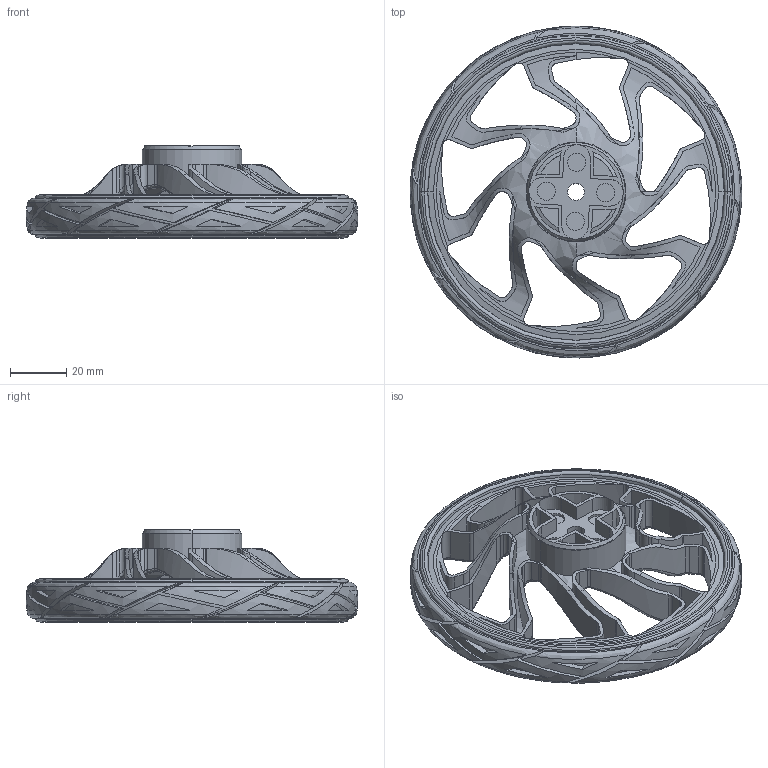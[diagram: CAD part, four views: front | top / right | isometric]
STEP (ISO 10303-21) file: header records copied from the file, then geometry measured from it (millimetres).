
FILE_DESCRIPTION (( 'STEP AP214' ), '1' );
FILE_NAME ('Wheel Version 3.STEP', '2016-10-26T18:38:29', ( '' ), ( '' ), 'SwSTEP 2.0', 'SolidWorks 2016', '' );
FILE_SCHEMA (( 'AUTOMOTIVE_DESIGN' ));
Length unit declared in the file: millimetre
Products named in the file (1): Wheel Version 3
Bounding box: 118.07 x 118.27 x 32.8 mm (x, y, z)
Volume: 61018.3 mm3; surface area: 44069.1 mm2
Topology: 1 solids, 1 shells, 729 faces, 1939 edges, 1243 vertices
Faces by surface type: bspline 278, plane 237, cylinder 173, torus 29, cone 12
Entity records: 33504 total; most frequent: CARTESIAN_POINT 18043, ORIENTED_EDGE 3878, DIRECTION 2253, EDGE_CURVE 1939, VERTEX_POINT 1243, B_SPLINE_CURVE_WITH_KNOTS 1020, AXIS2_PLACEMENT_3D 882, EDGE_LOOP 778
